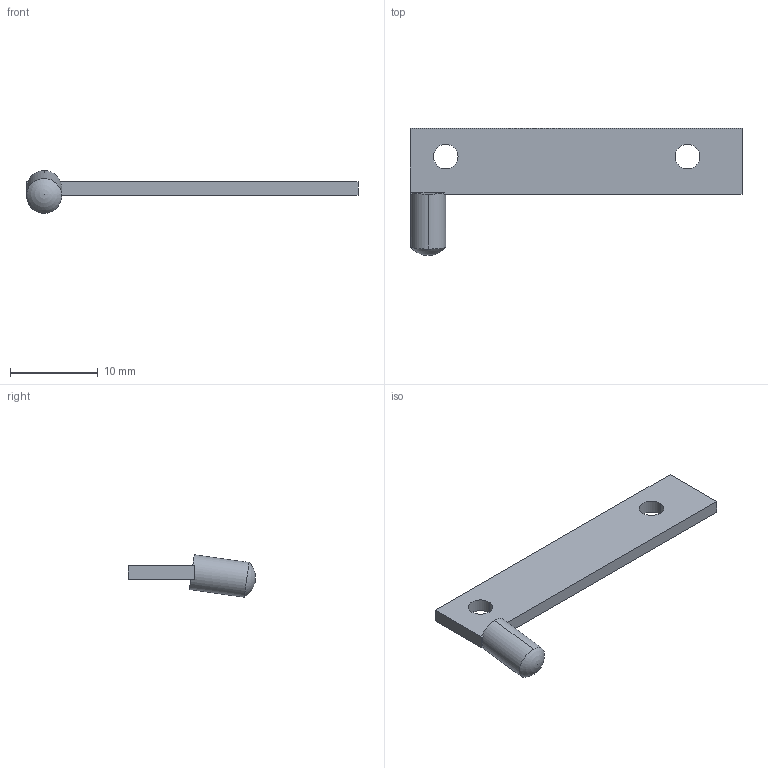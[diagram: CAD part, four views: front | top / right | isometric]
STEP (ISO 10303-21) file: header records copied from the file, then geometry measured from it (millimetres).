
FILE_DESCRIPTION (( 'STEP AP214' ), '1' );
FILE_NAME ('Operand Group - Digits Retaining Spring Handle.STEP', '2025-07-06T08:35:34', ( '' ), ( '' ), 'SwSTEP 2.0', 'SolidWorks 2025', '' );
FILE_SCHEMA (( 'AUTOMOTIVE_DESIGN' ));
Length unit declared in the file: millimetre
Products named in the file (1): Operand Group - Digits Retaining Spring Handle
Bounding box: 37.76 x 14.46 x 4.84 mm (x, y, z)
Volume: 490.5 mm3; surface area: 796.5 mm2
Topology: 1 solids, 1 shells, 16 faces, 45 edges, 30 vertices
Faces by surface type: plane 9, cylinder 6, sphere 1
Entity records: 542 total; most frequent: CARTESIAN_POINT 105, DIRECTION 84, ORIENTED_EDGE 84, EDGE_CURVE 42, AXIS2_PLACEMENT_3D 31, VERTEX_POINT 28, VECTOR 22, LINE 22
